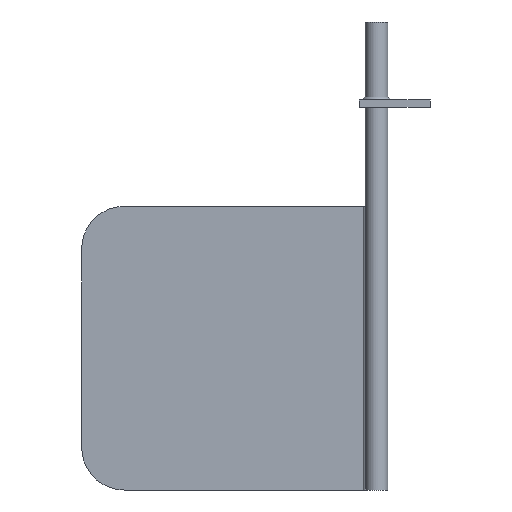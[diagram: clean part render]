
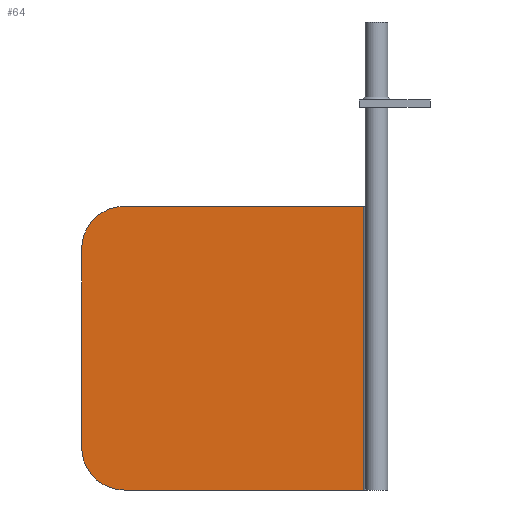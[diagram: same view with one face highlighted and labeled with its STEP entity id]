
A CAD part, front view. The second image highlights one B-rep face of the part: STEP entity #64.
In plain terms, the highlighted face is planar.
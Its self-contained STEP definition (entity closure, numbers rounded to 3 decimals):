
#64 = ADVANCED_FACE ( 'NONE', ( #1581 ), #164, .T. ) ;
#164 = PLANE ( 'NONE',  #1183 ) ;
#357 = VERTEX_POINT ( 'NONE', #783 ) ;
#479 = CARTESIAN_POINT ( 'NONE',  ( -126.727, 110.797, 3. ) ) ;
#486 = VERTEX_POINT ( 'NONE', #500 ) ;
#488 = VERTEX_POINT ( 'NONE', #798 ) ;
#500 = CARTESIAN_POINT ( 'NONE',  ( 43.273, 110.797, 3. ) ) ;
#508 = DIRECTION ( 'NONE',  ( 0., 0., 1. ) ) ;
#532 = VERTEX_POINT ( 'NONE', #712 ) ;
#584 = CARTESIAN_POINT ( 'NONE',  ( -126.669, -89.203, 3. ) ) ;
#591 = CARTESIAN_POINT ( 'NONE',  ( -126.669, -89.203, 3. ) ) ;
#595 = DIRECTION ( 'NONE',  ( 0., 1., 0. ) ) ;
#596 = DIRECTION ( 'NONE',  ( 0., 1., 0. ) ) ;
#597 = DIRECTION ( 'NONE',  ( -1., 0., 0. ) ) ;
#600 = CARTESIAN_POINT ( 'NONE',  ( 73.273, 80.797, 3. ) ) ;
#605 = CARTESIAN_POINT ( 'NONE',  ( 43.273, -89.203, 3. ) ) ;
#619 = CARTESIAN_POINT ( 'NONE',  ( -126.727, -89.203, 3. ) ) ;
#652 = DIRECTION ( 'NONE',  ( 0., 0., 1. ) ) ;
#686 = DIRECTION ( 'NONE',  ( 1., 0., 0. ) ) ;
#697 = DIRECTION ( 'NONE',  ( 1., 0., 0. ) ) ;
#712 = CARTESIAN_POINT ( 'NONE',  ( 73.273, -59.203, 3. ) ) ;
#740 = CARTESIAN_POINT ( 'NONE',  ( 43.273, 80.797, 3. ) ) ;
#750 = DIRECTION ( 'NONE',  ( 1., 0., 0. ) ) ;
#765 = CARTESIAN_POINT ( 'NONE',  ( 43.273, -59.203, 3. ) ) ;
#779 = DIRECTION ( 'NONE',  ( -1., 0., 0. ) ) ;
#783 = CARTESIAN_POINT ( 'NONE',  ( 73.273, 80.797, 3. ) ) ;
#784 = DIRECTION ( 'NONE',  ( 0., 0., 1. ) ) ;
#794 = CARTESIAN_POINT ( 'NONE',  ( 43.273, -59.203, 3. ) ) ;
#798 = CARTESIAN_POINT ( 'NONE',  ( -126.669, 110.797, 3. ) ) ;
#821 = VERTEX_POINT ( 'NONE', #605 ) ;
#834 = VERTEX_POINT ( 'NONE', #591 ) ;
#1099 = EDGE_CURVE ( 'NONE', #821, #532, #1559, .T. ) ;
#1101 = EDGE_CURVE ( 'NONE', #357, #486, #1563, .T. ) ;
#1126 = EDGE_CURVE ( 'NONE', #834, #488, #1598, .T. ) ;
#1129 = EDGE_CURVE ( 'NONE', #532, #357, #1602, .T. ) ;
#1132 = EDGE_CURVE ( 'NONE', #486, #488, #1605, .T. ) ;
#1138 = EDGE_CURVE ( 'NONE', #834, #821, #1601, .T. ) ;
#1183 = AXIS2_PLACEMENT_3D ( 'NONE', #794, #652, #697 ) ;
#1198 = AXIS2_PLACEMENT_3D ( 'NONE', #765, #784, #750 ) ;
#1200 = AXIS2_PLACEMENT_3D ( 'NONE', #740, #508, #779 ) ;
#1360 = ORIENTED_EDGE ( 'NONE', *, *, #1138, .T. ) ;
#1365 = ORIENTED_EDGE ( 'NONE', *, *, #1129, .T. ) ;
#1366 = ORIENTED_EDGE ( 'NONE', *, *, #1099, .T. ) ;
#1378 = ORIENTED_EDGE ( 'NONE', *, *, #1126, .F. ) ;
#1386 = ORIENTED_EDGE ( 'NONE', *, *, #1132, .T. ) ;
#1392 = ORIENTED_EDGE ( 'NONE', *, *, #1101, .T. ) ;
#1413 = EDGE_LOOP ( 'NONE', ( #1378, #1360, #1366, #1365, #1392, #1386 ) ) ;
#1559 = CIRCLE ( 'NONE', #1198, 30. ) ;
#1563 = CIRCLE ( 'NONE', #1200, 30. ) ;
#1581 = FACE_OUTER_BOUND ( 'NONE', #1413, .T. ) ;
#1598 = LINE ( 'NONE', #584, #1599 ) ;
#1599 = VECTOR ( 'NONE', #595, 1000. ) ;
#1601 = LINE ( 'NONE', #619, #1612 ) ;
#1602 = LINE ( 'NONE', #600, #1603 ) ;
#1603 = VECTOR ( 'NONE', #596, 1000. ) ;
#1605 = LINE ( 'NONE', #479, #1607 ) ;
#1607 = VECTOR ( 'NONE', #597, 1000. ) ;
#1612 = VECTOR ( 'NONE', #686, 1000. ) ;
